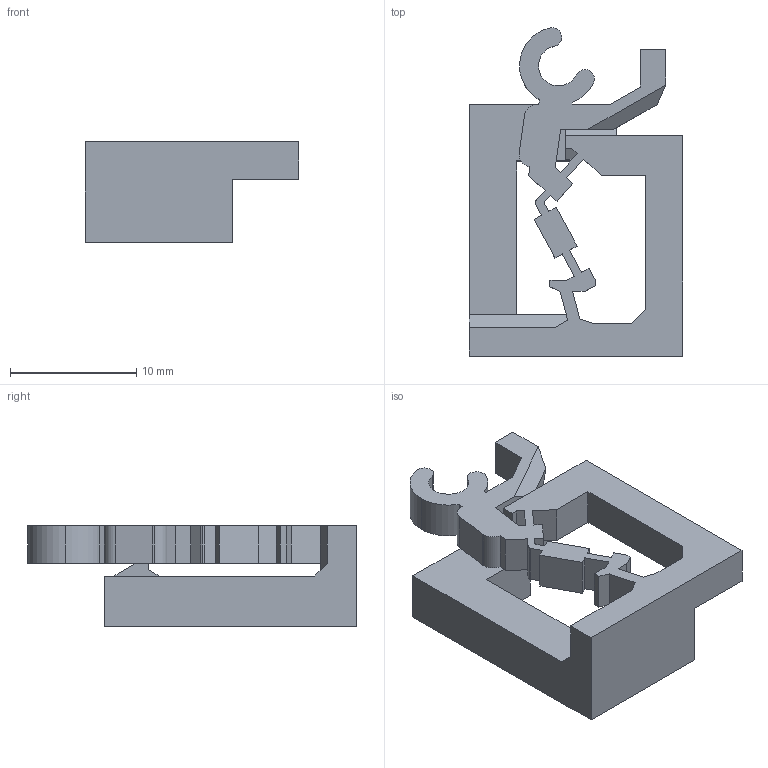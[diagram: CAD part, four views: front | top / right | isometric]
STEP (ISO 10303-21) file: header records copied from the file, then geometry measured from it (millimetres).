
FILE_DESCRIPTION (( 'STEP AP214' ), '1' );
FILE_NAME ('switch-one-hinge-angled-increase-angle.STEP', '2025-11-10T20:27:11', ( '' ), ( '' ), 'SwSTEP 2.0', 'SolidWorks 2025', '' );
FILE_SCHEMA (( 'AUTOMOTIVE_DESIGN' ));
Length unit declared in the file: millimetre
Products named in the file (1): switch-one-hinge-angled-increase-angle
Bounding box: 16.94 x 26.07 x 8 mm (x, y, z)
Volume: 1058 mm3; surface area: 1385.9 mm2
Topology: 1 solids, 1 shells, 92 faces, 272 edges, 179 vertices
Faces by surface type: plane 78, cylinder 14
Entity records: 3059 total; most frequent: CARTESIAN_POINT 544, ORIENTED_EDGE 544, DIRECTION 486, EDGE_CURVE 272, LINE 244, VECTOR 244, VERTEX_POINT 179, AXIS2_PLACEMENT_3D 121
